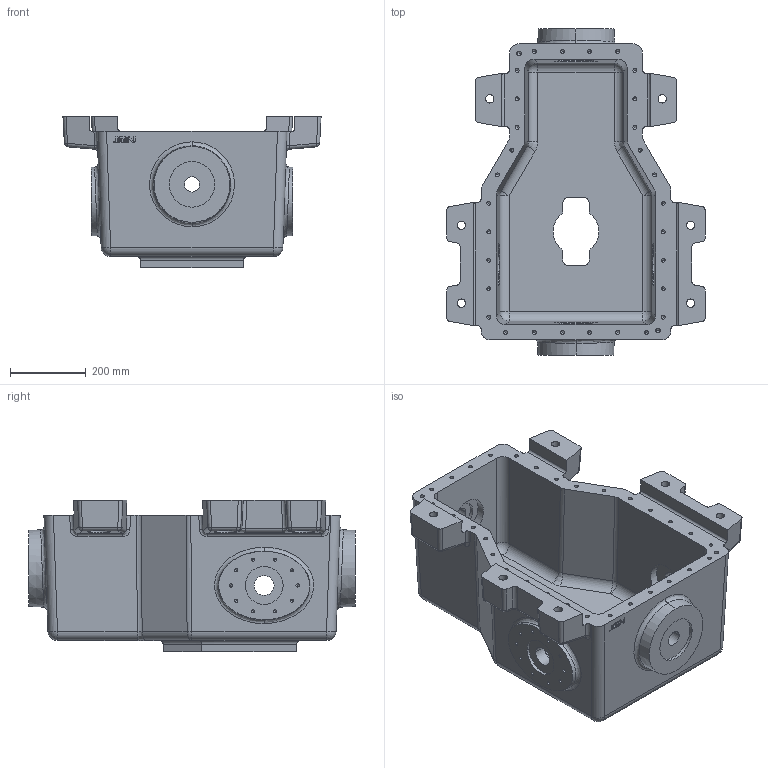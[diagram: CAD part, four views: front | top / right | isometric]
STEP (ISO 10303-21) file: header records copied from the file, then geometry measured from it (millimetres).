
FILE_DESCRIPTION(('Open CASCADE Model'),'2;1');
FILE_NAME('Open CASCADE Shape Model','2021-07-11T17:48:58',( 'Analysis Situs'),('Analysis Situs'), 'Open CASCADE STEP processor 7.4','Analysis Situs 1.0.0','Unknown');
FILE_SCHEMA(('AUTOMOTIVE_DESIGN { 1 0 10303 214 1 1 1 1 }'));
Length unit declared in the file: millimetre
Products named in the file (6): Open CASCADE STEP translator 7.4 1; Open CASCADE STEP translator 7.4 1.1; Open CASCADE STEP translator 7.4 1.2; Open CASCADE STEP translator 7.4 1.3; Open CASCADE STEP translator 7.4 1.3.1; Open CASCADE STEP translator 7.4 1.3.2
Assembly tree (5 placements, depth 3):
  Open CASCADE STEP translator 7.4 1
    Open CASCADE STEP translator 7.4 1.1
    Open CASCADE STEP translator 7.4 1.2
    Open CASCADE STEP translator 7.4 1.3
      Open CASCADE STEP translator 7.4 1.3.1
      Open CASCADE STEP translator 7.4 1.3.2
Bounding box: 680 x 860 x 400 mm (x, y, z)
Volume: 47100245.7 mm3; surface area: 2486257.5 mm2
Topology: 1 solids, 2 shells, 664 faces, 1647 edges, 942 vertices
Faces by surface type: cylinder 318, cone 158, plane 130, bspline 34, sphere 24
Entity records: 51572 total; most frequent: CARTESIAN_POINT 21415, DIRECTION 5559, ORIENTED_EDGE 2992, PCURVE 2992, DEFINITIONAL_REPRESENTATION 2992, LINE 2916, VECTOR 2916, EDGE_CURVE 1498
